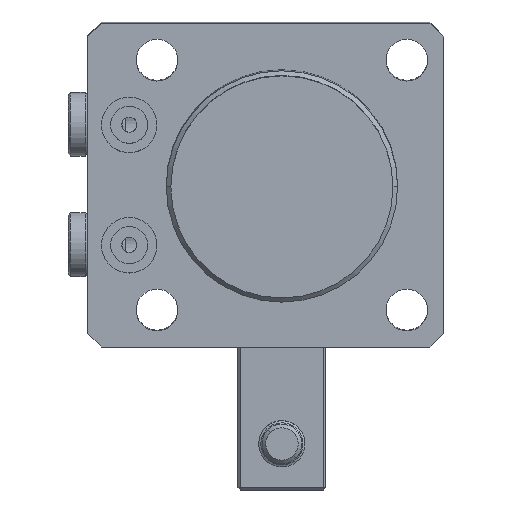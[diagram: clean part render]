
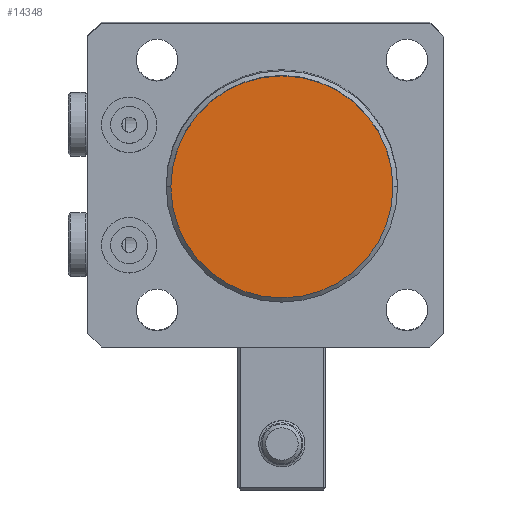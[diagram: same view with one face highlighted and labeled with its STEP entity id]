
A CAD part, front view. The second image highlights one B-rep face of the part: STEP entity #14348.
In plain terms, the highlighted face is planar.
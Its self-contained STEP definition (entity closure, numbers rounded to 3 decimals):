
#1195 = FACE_OUTER_BOUND ( 'NONE', #14086, .T. ) ;
#1547 = DIRECTION ( 'NONE',  ( 0., -1., 0. ) ) ;
#1716 = VERTEX_POINT ( 'NONE', #8686 ) ;
#2916 = PLANE ( 'NONE',  #17479 ) ;
#3014 = CIRCLE ( 'NONE', #5549, 24. ) ;
#4548 = DIRECTION ( 'NONE',  ( 0., -1., 0. ) ) ;
#4591 = EDGE_CURVE ( 'NONE', #10942, #1716, #3014, .T. ) ;
#5149 = DIRECTION ( 'NONE',  ( 0., -1., 0. ) ) ;
#5432 = ORIENTED_EDGE ( 'NONE', *, *, #4591, .T. ) ;
#5549 = AXIS2_PLACEMENT_3D ( 'NONE', #13098, #4548, #14530 ) ;
#6470 = ORIENTED_EDGE ( 'NONE', *, *, #17223, .T. ) ;
#7204 = CARTESIAN_POINT ( 'NONE',  ( 825.627, 180.289, 0. ) ) ;
#8686 = CARTESIAN_POINT ( 'NONE',  ( 825.627, 180.289, -24. ) ) ;
#10942 = VERTEX_POINT ( 'NONE', #12589 ) ;
#11285 = AXIS2_PLACEMENT_3D ( 'NONE', #13698, #5149, #15136 ) ;
#11524 = DIRECTION ( 'NONE',  ( 0., 0., -1. ) ) ;
#12589 = CARTESIAN_POINT ( 'NONE',  ( 825.627, 180.289, 24. ) ) ;
#13098 = CARTESIAN_POINT ( 'NONE',  ( 825.627, 180.289, 0. ) ) ;
#13367 = CIRCLE ( 'NONE', #11285, 24. ) ;
#13698 = CARTESIAN_POINT ( 'NONE',  ( 825.627, 180.289, 0. ) ) ;
#14086 = EDGE_LOOP ( 'NONE', ( #6470, #5432 ) ) ;
#14348 = ADVANCED_FACE ( 'NONE', ( #1195 ), #2916, .T. ) ;
#14530 = DIRECTION ( 'NONE',  ( 0., 0., -1. ) ) ;
#15136 = DIRECTION ( 'NONE',  ( 0., 0., -1. ) ) ;
#17223 = EDGE_CURVE ( 'NONE', #1716, #10942, #13367, .T. ) ;
#17479 = AXIS2_PLACEMENT_3D ( 'NONE', #7204, #1547, #11524 ) ;
